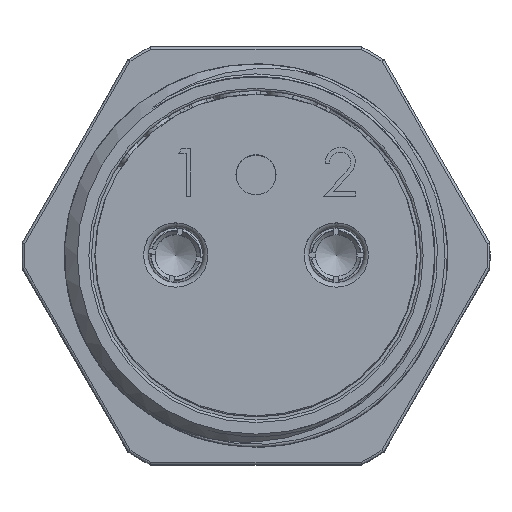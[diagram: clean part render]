
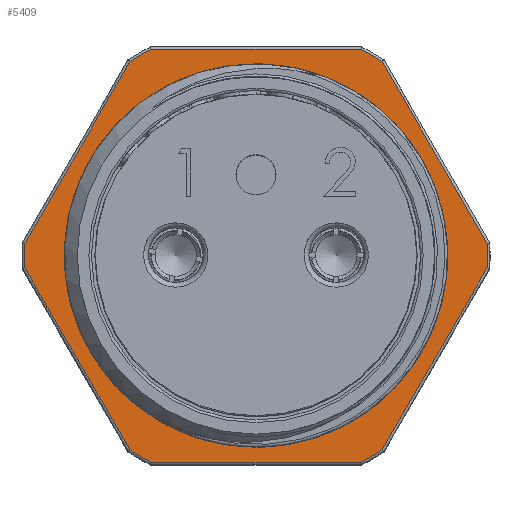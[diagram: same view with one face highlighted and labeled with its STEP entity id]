
A CAD part, top view. The second image highlights one B-rep face of the part: STEP entity #5409.
In plain terms, the highlighted planar face has unit normal (0, 0, 1).
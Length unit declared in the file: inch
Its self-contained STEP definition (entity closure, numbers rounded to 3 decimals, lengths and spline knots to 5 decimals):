
#107=PLANE($,#5830);
#466=LINE($,#15575,#714);
#467=LINE($,#15579,#715);
#468=LINE($,#15583,#716);
#469=LINE($,#15587,#717);
#470=LINE($,#15590,#718);
#471=LINE($,#15592,#719);
#714=VECTOR($,#6514,0.40841);
#715=VECTOR($,#6517,0.40841);
#716=VECTOR($,#6520,0.40841);
#717=VECTOR($,#6523,0.40841);
#718=VECTOR($,#6526,0.40841);
#719=VECTOR($,#6527,0.40841);
#1142=FACE_BOUND($,#1676,.T.);
#1293=FACE_OUTER_BOUND($,#1675,.T.);
#1675=EDGE_LOOP($,(#3992,#3993,#3994,#3995,#3996,#3997,#3998,#3999,#4000,
#4001,#4002,#4003));
#1676=EDGE_LOOP($,(#4004));
#2078=CIRCLE($,#5724,0.363);
#2098=CIRCLE($,#5754,0.45);
#2139=CIRCLE($,#5831,0.45);
#2140=CIRCLE($,#5832,0.45);
#2141=CIRCLE($,#5833,0.45);
#2142=CIRCLE($,#5834,0.45);
#2143=CIRCLE($,#5835,0.45);
#2327=VERTEX_POINT($,#7685);
#2347=VERTEX_POINT($,#7735);
#2348=VERTEX_POINT($,#7736);
#2482=VERTEX_POINT($,#15573);
#2483=VERTEX_POINT($,#15574);
#2484=VERTEX_POINT($,#15576);
#2485=VERTEX_POINT($,#15578);
#2486=VERTEX_POINT($,#15580);
#2487=VERTEX_POINT($,#15582);
#2488=VERTEX_POINT($,#15584);
#2489=VERTEX_POINT($,#15586);
#2490=VERTEX_POINT($,#15588);
#2491=VERTEX_POINT($,#15591);
#2920=EDGE_CURVE($,#2327,#2327,#2078,.T.);
#2940=EDGE_CURVE($,#2347,#2348,#2098,.T.);
#3088=EDGE_CURVE($,#2482,#2483,#466,.T.);
#3089=EDGE_CURVE($,#2483,#2484,#2139,.T.);
#3090=EDGE_CURVE($,#2484,#2485,#467,.T.);
#3091=EDGE_CURVE($,#2485,#2486,#2140,.T.);
#3092=EDGE_CURVE($,#2486,#2487,#468,.T.);
#3093=EDGE_CURVE($,#2487,#2488,#2141,.T.);
#3094=EDGE_CURVE($,#2488,#2489,#469,.T.);
#3095=EDGE_CURVE($,#2489,#2490,#2142,.T.);
#3096=EDGE_CURVE($,#2490,#2347,#470,.T.);
#3097=EDGE_CURVE($,#2348,#2491,#471,.T.);
#3098=EDGE_CURVE($,#2491,#2482,#2143,.T.);
#3992=ORIENTED_EDGE($,*,*,#3088,.T.);
#3993=ORIENTED_EDGE($,*,*,#3089,.T.);
#3994=ORIENTED_EDGE($,*,*,#3090,.T.);
#3995=ORIENTED_EDGE($,*,*,#3091,.T.);
#3996=ORIENTED_EDGE($,*,*,#3092,.T.);
#3997=ORIENTED_EDGE($,*,*,#3093,.T.);
#3998=ORIENTED_EDGE($,*,*,#3094,.T.);
#3999=ORIENTED_EDGE($,*,*,#3095,.T.);
#4000=ORIENTED_EDGE($,*,*,#3096,.T.);
#4001=ORIENTED_EDGE($,*,*,#2940,.T.);
#4002=ORIENTED_EDGE($,*,*,#3097,.T.);
#4003=ORIENTED_EDGE($,*,*,#3098,.T.);
#4004=ORIENTED_EDGE($,*,*,#2920,.T.);
#5409=ADVANCED_FACE($,(#1293,#1142),#107,.F.);
#5724=AXIS2_PLACEMENT_3D($,#7686,#6297,#6298);
#5754=AXIS2_PLACEMENT_3D($,#7737,#6357,#6358);
#5830=AXIS2_PLACEMENT_3D($,#15572,#6512,#6513);
#5831=AXIS2_PLACEMENT_3D($,#15577,#6515,#6516);
#5832=AXIS2_PLACEMENT_3D($,#15581,#6518,#6519);
#5833=AXIS2_PLACEMENT_3D($,#15585,#6521,#6522);
#5834=AXIS2_PLACEMENT_3D($,#15589,#6524,#6525);
#5835=AXIS2_PLACEMENT_3D($,#15593,#6528,#6529);
#6297=DIRECTION('center_axis',(0.,0.,-1.));
#6298=DIRECTION('ref_axis',(-1.,0.,0.));
#6357=DIRECTION('center_axis',(0.,0.,1.));
#6358=DIRECTION('ref_axis',(-1.,0.,0.));
#6512=DIRECTION('center_axis',(0.,0.,-1.));
#6513=DIRECTION('ref_axis',(-1.,0.,0.));
#6514=DIRECTION($,(1.,0.,0.));
#6515=DIRECTION('center_axis',(0.,0.,1.));
#6516=DIRECTION('ref_axis',(-1.,0.,0.));
#6517=DIRECTION($,(0.5,0.866,0.));
#6518=DIRECTION('center_axis',(0.,0.,1.));
#6519=DIRECTION('ref_axis',(-1.,0.,0.));
#6520=DIRECTION($,(-0.5,0.866,0.));
#6521=DIRECTION('center_axis',(0.,0.,1.));
#6522=DIRECTION('ref_axis',(-1.,0.,0.));
#6523=DIRECTION($,(-1.,0.,0.));
#6524=DIRECTION('center_axis',(0.,0.,1.));
#6525=DIRECTION('ref_axis',(-1.,0.,0.));
#6526=DIRECTION($,(-0.5,-0.866,0.));
#6527=DIRECTION($,(0.5,-0.866,0.));
#6528=DIRECTION('center_axis',(0.,0.,1.));
#6529=DIRECTION('ref_axis',(-1.,0.,0.));
#7685=CARTESIAN_POINT('',(-0.37328,0.,0.25));
#7686=CARTESIAN_POINT('Origin',(-0.01028,0.,
0.25));
#7735=CARTESIAN_POINT('',(-0.45966,0.02365,0.25));
#7736=CARTESIAN_POINT('',(-0.45966,-0.02365,0.25));
#7737=CARTESIAN_POINT('Origin',(-0.01028,0.,0.25));
#15572=CARTESIAN_POINT('Origin',(-0.24469,0.406,0.25));
#15573=CARTESIAN_POINT('',(-0.21449,-0.401,0.25));
#15574=CARTESIAN_POINT('',(0.19392,-0.401,0.25));
#15575=CARTESIAN_POINT($,(0.19512,-0.401,0.25));
#15576=CARTESIAN_POINT('',(0.23489,-0.37735,0.25));
#15577=CARTESIAN_POINT('Origin',(-0.01028,0.,0.25));
#15578=CARTESIAN_POINT('',(0.4391,-0.02365,0.25));
#15579=CARTESIAN_POINT($,(0.43969,-0.02262,0.25));
#15580=CARTESIAN_POINT('',(0.4391,0.02365,0.25));
#15581=CARTESIAN_POINT('Origin',(-0.01028,0.,0.25));
#15582=CARTESIAN_POINT('',(0.23489,0.37735,0.25));
#15583=CARTESIAN_POINT($,(0.23429,0.37838,0.25));
#15584=CARTESIAN_POINT('',(0.19392,0.401,0.25));
#15585=CARTESIAN_POINT('Origin',(-0.01028,0.,0.25));
#15586=CARTESIAN_POINT('',(-0.21449,0.401,0.25));
#15587=CARTESIAN_POINT($,(-0.21568,0.401,0.25));
#15588=CARTESIAN_POINT('',(-0.25546,0.37735,0.25));
#15589=CARTESIAN_POINT('Origin',(-0.01028,0.,0.25));
#15590=CARTESIAN_POINT($,(-0.46026,0.02262,0.25));
#15591=CARTESIAN_POINT('',(-0.25546,-0.37735,0.25));
#15592=CARTESIAN_POINT($,(-0.25486,-0.37838,0.25));
#15593=CARTESIAN_POINT('Origin',(-0.01028,0.,0.25));
